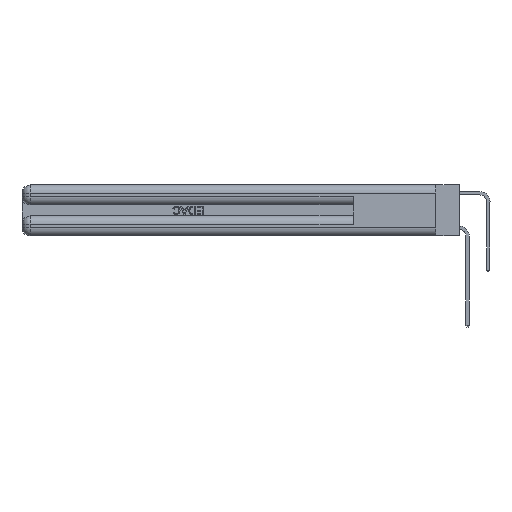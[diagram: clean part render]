
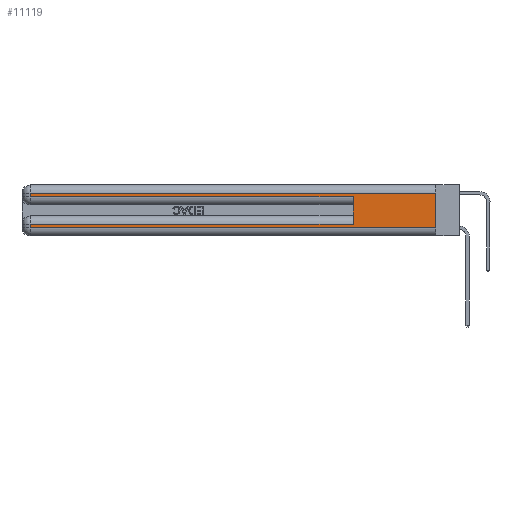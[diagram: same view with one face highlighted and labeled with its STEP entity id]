
A CAD part, left-side view. The second image highlights one B-rep face of the part: STEP entity #11119.
In plain terms, the highlighted planar face has unit normal (-1, 0, 0).
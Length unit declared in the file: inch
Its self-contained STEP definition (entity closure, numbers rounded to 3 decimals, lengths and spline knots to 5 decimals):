
#1393 = CARTESIAN_POINT ( 'NONE',  ( 0., 0., 0.085 ) ) ;
#1700 = ORIENTED_EDGE ( 'NONE', *, *, #31549, .T. ) ;
#2267 = VECTOR ( 'NONE', #27240, 39.37008 ) ;
#2465 = AXIS2_PLACEMENT_3D ( 'NONE', #12655, #30569, #20083 ) ;
#2689 = CARTESIAN_POINT ( 'NONE',  ( 0., 2.94, 0.31 ) ) ;
#2729 = CARTESIAN_POINT ( 'NONE',  ( 0., 0., 0.06 ) ) ;
#3151 = EDGE_CURVE ( 'NONE', #32782, #10194, #17069, .T. ) ;
#3251 = LINE ( 'NONE', #1393, #4834 ) ;
#3332 = VERTEX_POINT ( 'NONE', #2689 ) ;
#3362 = VERTEX_POINT ( 'NONE', #15045 ) ;
#3378 = EDGE_LOOP ( 'NONE', ( #5896, #24925, #26632, #26105, #28530, #32934, #19483, #1700 ) ) ;
#3965 = DIRECTION ( 'NONE',  ( 0., 1., 0. ) ) ;
#4331 = CARTESIAN_POINT ( 'NONE',  ( 0., 0., 0.31 ) ) ;
#4374 = CARTESIAN_POINT ( 'NONE',  ( 0., 0., 0.285 ) ) ;
#4834 = VECTOR ( 'NONE', #3965, 39.37008 ) ;
#5720 = EDGE_CURVE ( 'NONE', #32782, #3332, #26110, .T. ) ;
#5786 = CARTESIAN_POINT ( 'NONE',  ( 0., 2.94, 0.37 ) ) ;
#5896 = ORIENTED_EDGE ( 'NONE', *, *, #3151, .F. ) ;
#6147 = LINE ( 'NONE', #4374, #24422 ) ;
#6253 = DIRECTION ( 'NONE',  ( 0., 0., -1. ) ) ;
#7183 = DIRECTION ( 'NONE',  ( 0., -1., 0. ) ) ;
#7329 = EDGE_CURVE ( 'NONE', #3362, #29717, #6147, .T. ) ;
#7443 = PLANE ( 'NONE',  #2465 ) ;
#7920 = FACE_OUTER_BOUND ( 'NONE', #3378, .T. ) ;
#7984 = CARTESIAN_POINT ( 'NONE',  ( 0., 2.94, 0.085 ) ) ;
#9442 = DIRECTION ( 'NONE',  ( 0., 0., -1. ) ) ;
#9953 = VECTOR ( 'NONE', #9442, 39.37008 ) ;
#10194 = VERTEX_POINT ( 'NONE', #2729 ) ;
#11119 = ADVANCED_FACE ( 'NONE', ( #7920 ), #7443, .F. ) ;
#11930 = VECTOR ( 'NONE', #27890, 39.37008 ) ;
#12535 = VERTEX_POINT ( 'NONE', #28014 ) ;
#12655 = CARTESIAN_POINT ( 'NONE',  ( 0., 0., 0.37 ) ) ;
#13650 = EDGE_CURVE ( 'NONE', #3332, #3362, #24877, .T. ) ;
#14135 = CARTESIAN_POINT ( 'NONE',  ( 0., 0., 0.06 ) ) ;
#15045 = CARTESIAN_POINT ( 'NONE',  ( 0., 2.94, 0.285 ) ) ;
#16055 = EDGE_CURVE ( 'NONE', #28283, #20591, #3251, .T. ) ;
#17069 = LINE ( 'NONE', #29987, #9953 ) ;
#17190 = LINE ( 'NONE', #19503, #28330 ) ;
#17304 = CARTESIAN_POINT ( 'NONE',  ( 0., 0.6, 0.145 ) ) ;
#19396 = DIRECTION ( 'NONE',  ( 0., 0., -1. ) ) ;
#19483 = ORIENTED_EDGE ( 'NONE', *, *, #24219, .T. ) ;
#19503 = CARTESIAN_POINT ( 'NONE',  ( 0., 2.94, 0.37 ) ) ;
#19559 = CARTESIAN_POINT ( 'NONE',  ( 0., 0.6, 0.085 ) ) ;
#20083 = DIRECTION ( 'NONE',  ( 0., 0., -1. ) ) ;
#20470 = CARTESIAN_POINT ( 'NONE',  ( 0., 0., 0.31 ) ) ;
#20591 = VERTEX_POINT ( 'NONE', #7984 ) ;
#20936 = VECTOR ( 'NONE', #6253, 39.37008 ) ;
#21041 = CARTESIAN_POINT ( 'NONE',  ( 0., 0.6, 0.285 ) ) ;
#24219 = EDGE_CURVE ( 'NONE', #20591, #12535, #17190, .T. ) ;
#24422 = VECTOR ( 'NONE', #7183, 39.37008 ) ;
#24594 = LINE ( 'NONE', #14135, #11930 ) ;
#24877 = LINE ( 'NONE', #5786, #20936 ) ;
#24925 = ORIENTED_EDGE ( 'NONE', *, *, #5720, .T. ) ;
#25129 = EDGE_CURVE ( 'NONE', #28283, #29717, #26685, .T. ) ;
#26105 = ORIENTED_EDGE ( 'NONE', *, *, #7329, .T. ) ;
#26110 = LINE ( 'NONE', #4331, #2267 ) ;
#26632 = ORIENTED_EDGE ( 'NONE', *, *, #13650, .T. ) ;
#26685 = LINE ( 'NONE', #17304, #28649 ) ;
#27240 = DIRECTION ( 'NONE',  ( 0., 1., 0. ) ) ;
#27890 = DIRECTION ( 'NONE',  ( 0., -1., 0. ) ) ;
#28014 = CARTESIAN_POINT ( 'NONE',  ( 0., 2.94, 0.06 ) ) ;
#28283 = VERTEX_POINT ( 'NONE', #19559 ) ;
#28330 = VECTOR ( 'NONE', #19396, 39.37008 ) ;
#28530 = ORIENTED_EDGE ( 'NONE', *, *, #25129, .F. ) ;
#28649 = VECTOR ( 'NONE', #32245, 39.37008 ) ;
#29717 = VERTEX_POINT ( 'NONE', #21041 ) ;
#29987 = CARTESIAN_POINT ( 'NONE',  ( 0., 0., 0.37 ) ) ;
#30569 = DIRECTION ( 'NONE',  ( 1., 0., 0. ) ) ;
#31549 = EDGE_CURVE ( 'NONE', #12535, #10194, #24594, .T. ) ;
#32245 = DIRECTION ( 'NONE',  ( 0., 0., 1. ) ) ;
#32782 = VERTEX_POINT ( 'NONE', #20470 ) ;
#32934 = ORIENTED_EDGE ( 'NONE', *, *, #16055, .T. ) ;
